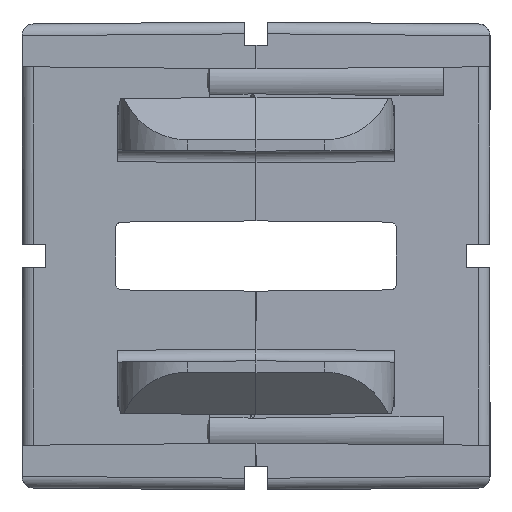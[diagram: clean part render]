
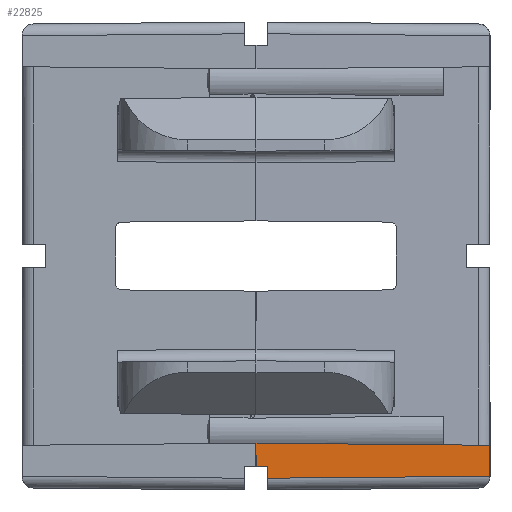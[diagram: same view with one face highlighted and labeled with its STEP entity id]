
A CAD part, left-side view. The second image highlights one B-rep face of the part: STEP entity #22825.
In plain terms, the highlighted planar face has unit normal (-1, -0.009, 0).
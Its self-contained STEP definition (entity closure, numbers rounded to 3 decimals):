
#1000 = CARTESIAN_POINT ( 'NONE',  ( -30.001, 0.157, -7.999 ) ) ;
#1001 = DIRECTION ( 'NONE',  ( -0.009, 1., 0.009 ) ) ;
#1581 = CARTESIAN_POINT ( 'NONE',  ( -29.913, -10., 10. ) ) ;
#1588 = DIRECTION ( 'NONE',  ( 0., 0., -1. ) ) ;
#1603 = CARTESIAN_POINT ( 'NONE',  ( -29.996, -0.5, 10. ) ) ;
#1604 = DIRECTION ( 'NONE',  ( 0., 0., 1. ) ) ;
#1605 = CARTESIAN_POINT ( 'NONE',  ( -30.001, 0.166, -8.999 ) ) ;
#1606 = DIRECTION ( 'NONE',  ( -0.009, 1., 0.009 ) ) ;
#1609 = CARTESIAN_POINT ( 'NONE',  ( -29.995, -0.519, -9.495 ) ) ;
#1610 = DIRECTION ( 'NONE',  ( 0.009, -1., 0.009 ) ) ;
#2129 = LINE ( 'NONE', #1581, #2151 ) ;
#2151 = VECTOR ( 'NONE', #1588, 1000. ) ;
#2160 = LINE ( 'NONE', #1603, #2163 ) ;
#2162 = LINE ( 'NONE', #1605, #2165 ) ;
#2163 = VECTOR ( 'NONE', #1604, 1000. ) ;
#2165 = VECTOR ( 'NONE', #1606, 1000. ) ;
#2166 = LINE ( 'NONE', #1609, #2169 ) ;
#2169 = VECTOR ( 'NONE', #1610, 1000. ) ;
#3005 = EDGE_LOOP ( 'NONE', ( #18928, #19000, #19026, #18954, #19008, #11331 ) ) ;
#3226 = CARTESIAN_POINT ( 'NONE',  ( -30., 0., -8. ) ) ;
#4609 = AXIS2_PLACEMENT_3D ( 'NONE', #5410, #5420, #5421 ) ;
#4829 = VERTEX_POINT ( 'NONE', #22023 ) ;
#4875 = VERTEX_POINT ( 'NONE', #21966 ) ;
#5410 = CARTESIAN_POINT ( 'NONE',  ( -30., 0., 10. ) ) ;
#5418 = PLANE ( 'NONE',  #4609 ) ;
#5420 = DIRECTION ( 'NONE',  ( -1., -0.009, 0. ) ) ;
#5421 = DIRECTION ( 'NONE',  ( 0.009, -1., 0. ) ) ;
#8860 = FACE_OUTER_BOUND ( 'NONE', #3005, .T. ) ;
#11331 = ORIENTED_EDGE ( 'NONE', *, *, #16229, .F. ) ;
#11525 = VERTEX_POINT ( 'NONE', #12930 ) ;
#11666 = VERTEX_POINT ( 'NONE', #13005 ) ;
#11970 = VERTEX_POINT ( 'NONE', #13157 ) ;
#12164 = VERTEX_POINT ( 'NONE', #3226 ) ;
#12930 = CARTESIAN_POINT ( 'NONE',  ( -29.913, -10., -8.087 ) ) ;
#13005 = CARTESIAN_POINT ( 'NONE',  ( -30., 0., -9. ) ) ;
#13157 = CARTESIAN_POINT ( 'NONE',  ( -29.913, -10., -9.413 ) ) ;
#13868 = LINE ( 'NONE', #15244, #13871 ) ;
#13871 = VECTOR ( 'NONE', #15246, 1000. ) ;
#14138 = LINE ( 'NONE', #1000, #14140 ) ;
#14140 = VECTOR ( 'NONE', #1001, 1000. ) ;
#15244 = CARTESIAN_POINT ( 'NONE',  ( -30., 0., 10. ) ) ;
#15246 = DIRECTION ( 'NONE',  ( 0., 0., -1. ) ) ;
#15764 = EDGE_CURVE ( 'NONE', #12164, #11666, #13868, .T. ) ;
#15955 = EDGE_CURVE ( 'NONE', #11525, #12164, #14138, .T. ) ;
#16221 = EDGE_CURVE ( 'NONE', #11525, #11970, #2129, .T. ) ;
#16228 = EDGE_CURVE ( 'NONE', #4829, #4875, #2160, .T. ) ;
#16229 = EDGE_CURVE ( 'NONE', #4875, #11666, #2162, .T. ) ;
#16231 = EDGE_CURVE ( 'NONE', #4829, #11970, #2166, .T. ) ;
#18928 = ORIENTED_EDGE ( 'NONE', *, *, #16228, .F. ) ;
#18954 = ORIENTED_EDGE ( 'NONE', *, *, #15955, .T. ) ;
#19000 = ORIENTED_EDGE ( 'NONE', *, *, #16231, .T. ) ;
#19008 = ORIENTED_EDGE ( 'NONE', *, *, #15764, .T. ) ;
#19026 = ORIENTED_EDGE ( 'NONE', *, *, #16221, .F. ) ;
#21966 = CARTESIAN_POINT ( 'NONE',  ( -29.996, -0.5, -9.004 ) ) ;
#22023 = CARTESIAN_POINT ( 'NONE',  ( -29.996, -0.5, -9.496 ) ) ;
#22825 = ADVANCED_FACE ( 'NONE', ( #8860 ), #5418, .T. ) ;
